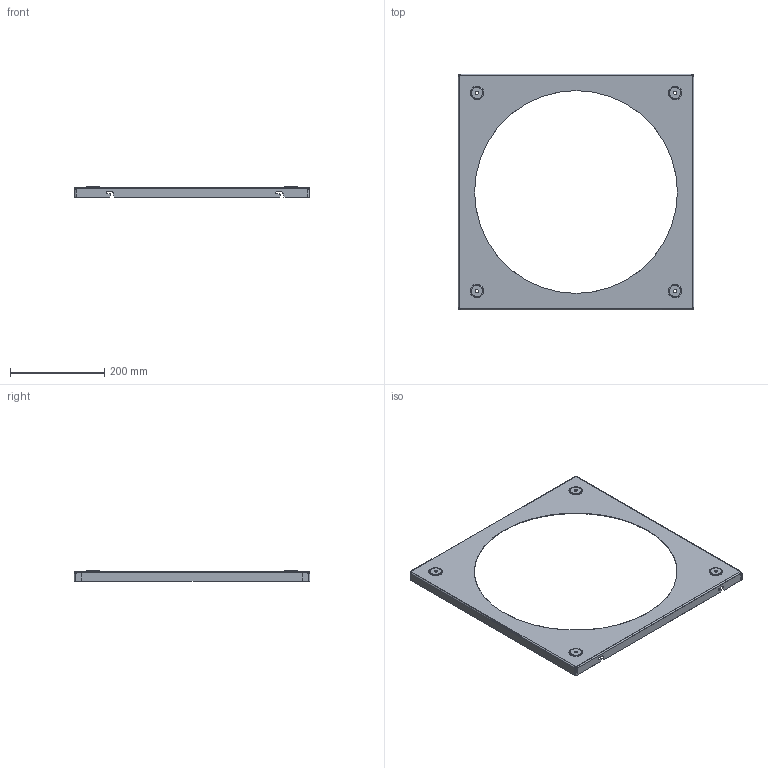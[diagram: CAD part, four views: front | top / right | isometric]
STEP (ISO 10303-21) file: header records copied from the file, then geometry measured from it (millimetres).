
FILE_DESCRIPTION(('CATIA V5 STEP Exchange','CAx-IF Rec.Pracs.--- Model Styling and Organization---1.2---2011-12-15'),'2;1');
FILE_NAME('563747-03.stp','2019-02-22T09:24:52+00:00',('none'),('none'),'CATIA Version 5-6 Release 2014 SP4','CATIA V5 STEP AP214','none');
FILE_SCHEMA(('AUTOMOTIVE_DESIGN { 1 0 10303 214 1 1 1 1 }'));
Length unit declared in the file: millimetre
Products named in the file (1): 563747-03
Bounding box: 500 x 500 x 22 mm (x, y, z)
Volume: 211713.1 mm3; surface area: 288106.6 mm2
Topology: 1 solids, 1 shells, 206 faces, 508 edges, 312 vertices
Faces by surface type: plane 88, cylinder 70, torus 32, bspline 16
Entity records: 6651 total; most frequent: CARTESIAN_POINT 1961, ORIENTED_EDGE 1016, DIRECTION 749, EDGE_CURVE 508, AXIS2_PLACEMENT_3D 325, VERTEX_POINT 312, VECTOR 254, LINE 254
